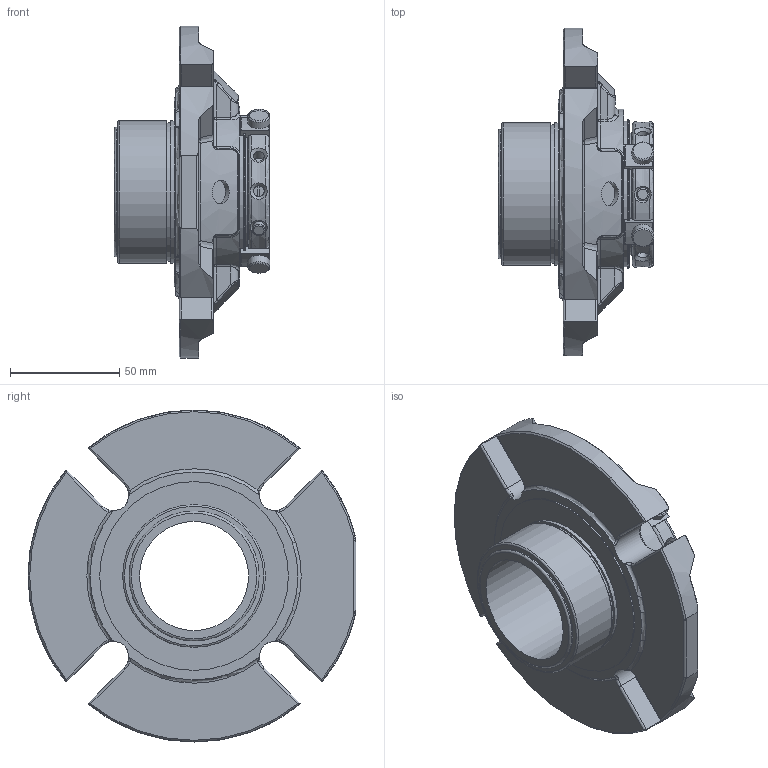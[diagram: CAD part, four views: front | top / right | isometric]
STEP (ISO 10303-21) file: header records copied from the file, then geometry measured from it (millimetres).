
FILE_DESCRIPTION(/* description */ ('Unknown'),/* implementation_level */ '2;1');
FILE_NAME(/* name */ '50mm',/* time_stamp */ '2023-02-14T11:11:33+00:00',/* author */ ('Unknown'),/* organization */ ('Unknown'),/* preprocessor_version */ 'ST-DEVELOPER v16.7',/* originating_system */ 'Solid Edge',/* authorisation */ 'Unknown');
FILE_SCHEMA (('AUTOMOTIVE_DESIGN {1 0 10303 214 3 1 1}'));
Length unit declared in the file: millimetre
Products named in the file (1): 50mm
Bounding box: 71.28 x 150.27 x 152.15 mm (x, y, z)
Volume: 322923.1 mm3; surface area: 67559.8 mm2
Topology: 1 solids, 1 shells, 676 faces, 1684 edges, 1053 vertices
Faces by surface type: plane 227, cylinder 179, bspline 99, torus 91, sphere 42, cone 38
Full cylindrical faces by diameter (mm): 3.761 x1, 5 x4, 6 x3, 10 x4, 10.998 x3, 50.013 x1, 51.968 x1, 56.121 x1, 59.563 x1, 63.576 x1, 65.354 x1, 65.405 x1, 66.624 x1, 68.148 x1, 86.5 x1
Entity records: 27527 total; most frequent: CARTESIAN_POINT 7956, ORIENTED_EDGE 3180, DIRECTION 2889, EDGE_CURVE 1590, AXIS2_PLACEMENT_3D 1170, VERTEX_POINT 1016, EDGE_LOOP 778, FACE_BOUND 778
